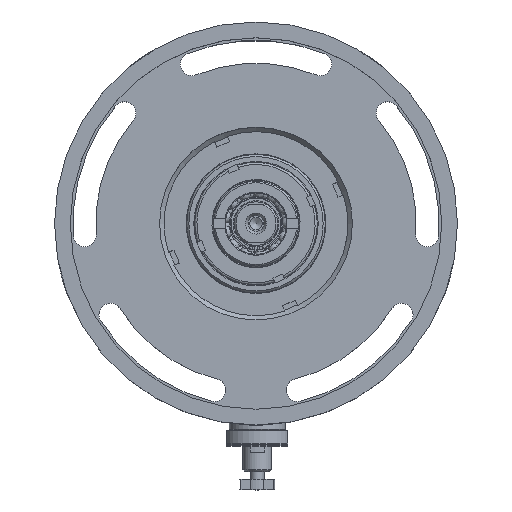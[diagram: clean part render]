
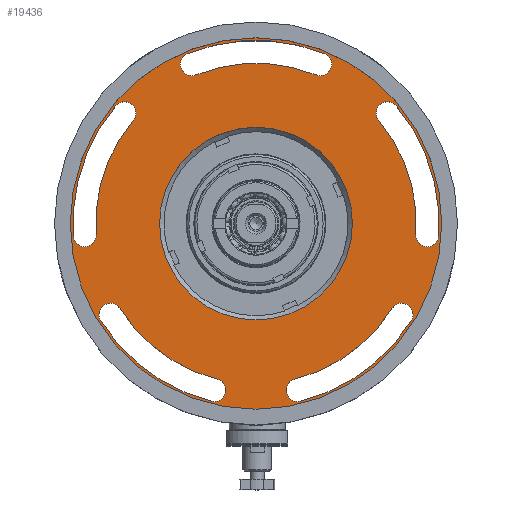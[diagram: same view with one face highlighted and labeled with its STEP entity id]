
A CAD part, top view. The second image highlights one B-rep face of the part: STEP entity #19436.
In plain terms, the highlighted planar face has unit normal (0, 0, 1).
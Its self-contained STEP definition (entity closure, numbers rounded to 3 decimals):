
#3084=PLANE('',#24242);
#4665=EDGE_LOOP('',(#8400,#8401,#8402,#8403));
#4666=EDGE_LOOP('',(#8404,#8405,#8406,#8407));
#4667=EDGE_LOOP('',(#8408,#8409,#8410,#8411));
#4668=EDGE_LOOP('',(#8412,#8413,#8414,#8415));
#4669=EDGE_LOOP('',(#8416,#8417,#8418,#8419));
#4670=EDGE_LOOP('',(#8420));
#4671=EDGE_LOOP('',(#8421));
#8400=ORIENTED_EDGE('',*,*,#11194,.T.);
#8401=ORIENTED_EDGE('',*,*,#11195,.T.);
#8402=ORIENTED_EDGE('',*,*,#11196,.T.);
#8403=ORIENTED_EDGE('',*,*,#11197,.T.);
#8404=ORIENTED_EDGE('',*,*,#11198,.T.);
#8405=ORIENTED_EDGE('',*,*,#11199,.T.);
#8406=ORIENTED_EDGE('',*,*,#11200,.T.);
#8407=ORIENTED_EDGE('',*,*,#11201,.T.);
#8408=ORIENTED_EDGE('',*,*,#11202,.T.);
#8409=ORIENTED_EDGE('',*,*,#11203,.T.);
#8410=ORIENTED_EDGE('',*,*,#11204,.T.);
#8411=ORIENTED_EDGE('',*,*,#11205,.T.);
#8412=ORIENTED_EDGE('',*,*,#11206,.T.);
#8413=ORIENTED_EDGE('',*,*,#11207,.T.);
#8414=ORIENTED_EDGE('',*,*,#11208,.T.);
#8415=ORIENTED_EDGE('',*,*,#11209,.T.);
#8416=ORIENTED_EDGE('',*,*,#11210,.T.);
#8417=ORIENTED_EDGE('',*,*,#11211,.T.);
#8418=ORIENTED_EDGE('',*,*,#11212,.T.);
#8419=ORIENTED_EDGE('',*,*,#11213,.T.);
#8420=ORIENTED_EDGE('',*,*,#11214,.T.);
#8421=ORIENTED_EDGE('',*,*,#11215,.F.);
#11194=EDGE_CURVE('',#22276,#22277,#12482,.T.);
#11195=EDGE_CURVE('',#22277,#22278,#12483,.T.);
#11196=EDGE_CURVE('',#22278,#22279,#12484,.T.);
#11197=EDGE_CURVE('',#22279,#22276,#12485,.T.);
#11198=EDGE_CURVE('',#22280,#22281,#12486,.T.);
#11199=EDGE_CURVE('',#22281,#22282,#12487,.T.);
#11200=EDGE_CURVE('',#22282,#22283,#12488,.T.);
#11201=EDGE_CURVE('',#22283,#22280,#12489,.T.);
#11202=EDGE_CURVE('',#22284,#22285,#12490,.T.);
#11203=EDGE_CURVE('',#22285,#22286,#12491,.T.);
#11204=EDGE_CURVE('',#22286,#22287,#12492,.T.);
#11205=EDGE_CURVE('',#22287,#22284,#12493,.T.);
#11206=EDGE_CURVE('',#22288,#22289,#12494,.T.);
#11207=EDGE_CURVE('',#22289,#22290,#12495,.T.);
#11208=EDGE_CURVE('',#22290,#22291,#12496,.T.);
#11209=EDGE_CURVE('',#22291,#22288,#12497,.T.);
#11210=EDGE_CURVE('',#22292,#22293,#12498,.T.);
#11211=EDGE_CURVE('',#22293,#22294,#12499,.T.);
#11212=EDGE_CURVE('',#22294,#22295,#12500,.T.);
#11213=EDGE_CURVE('',#22295,#22292,#12501,.T.);
#11214=EDGE_CURVE('',#22296,#22296,#12502,.T.);
#11215=EDGE_CURVE('',#22297,#22297,#12503,.T.);
#12482=CIRCLE('',#24220,6.5);
#12483=CIRCLE('',#24221,104.5);
#12484=CIRCLE('',#24222,6.5);
#12485=CIRCLE('',#24223,91.5);
#12486=CIRCLE('',#24224,6.5);
#12487=CIRCLE('',#24225,104.5);
#12488=CIRCLE('',#24226,6.5);
#12489=CIRCLE('',#24227,91.5);
#12490=CIRCLE('',#24228,6.5);
#12491=CIRCLE('',#24229,104.5);
#12492=CIRCLE('',#24230,6.5);
#12493=CIRCLE('',#24231,91.5);
#12494=CIRCLE('',#24232,6.5);
#12495=CIRCLE('',#24233,104.5);
#12496=CIRCLE('',#24234,6.5);
#12497=CIRCLE('',#24235,91.5);
#12498=CIRCLE('',#24236,6.5);
#12499=CIRCLE('',#24237,104.5);
#12500=CIRCLE('',#24238,6.5);
#12501=CIRCLE('',#24239,91.5);
#12502=CIRCLE('',#24240,55.);
#12503=CIRCLE('',#24241,106.);
#19436=ADVANCED_FACE('',(#20479,#20480,#20481,#20482,#20483,#20484,#20485),
#3084,.F.);
#20479=FACE_BOUND('',#4665,.T.);
#20480=FACE_BOUND('',#4666,.T.);
#20481=FACE_BOUND('',#4667,.T.);
#20482=FACE_BOUND('',#4668,.T.);
#20483=FACE_BOUND('',#4669,.T.);
#20484=FACE_BOUND('',#4670,.T.);
#20485=FACE_BOUND('',#4671,.T.);
#22276=VERTEX_POINT('',#35636);
#22277=VERTEX_POINT('',#35637);
#22278=VERTEX_POINT('',#35639);
#22279=VERTEX_POINT('',#35641);
#22280=VERTEX_POINT('',#35644);
#22281=VERTEX_POINT('',#35645);
#22282=VERTEX_POINT('',#35647);
#22283=VERTEX_POINT('',#35649);
#22284=VERTEX_POINT('',#35652);
#22285=VERTEX_POINT('',#35653);
#22286=VERTEX_POINT('',#35655);
#22287=VERTEX_POINT('',#35657);
#22288=VERTEX_POINT('',#35660);
#22289=VERTEX_POINT('',#35661);
#22290=VERTEX_POINT('',#35663);
#22291=VERTEX_POINT('',#35665);
#22292=VERTEX_POINT('',#35668);
#22293=VERTEX_POINT('',#35669);
#22294=VERTEX_POINT('',#35671);
#22295=VERTEX_POINT('',#35673);
#22296=VERTEX_POINT('',#35676);
#22297=VERTEX_POINT('',#35678);
#24220=AXIS2_PLACEMENT_3D('',#35635,#28528,#28529);
#24221=AXIS2_PLACEMENT_3D('',#35638,#28530,#28531);
#24222=AXIS2_PLACEMENT_3D('',#35640,#28532,#28533);
#24223=AXIS2_PLACEMENT_3D('',#35642,#28534,#28535);
#24224=AXIS2_PLACEMENT_3D('',#35643,#28536,#28537);
#24225=AXIS2_PLACEMENT_3D('',#35646,#28538,#28539);
#24226=AXIS2_PLACEMENT_3D('',#35648,#28540,#28541);
#24227=AXIS2_PLACEMENT_3D('',#35650,#28542,#28543);
#24228=AXIS2_PLACEMENT_3D('',#35651,#28544,#28545);
#24229=AXIS2_PLACEMENT_3D('',#35654,#28546,#28547);
#24230=AXIS2_PLACEMENT_3D('',#35656,#28548,#28549);
#24231=AXIS2_PLACEMENT_3D('',#35658,#28550,#28551);
#24232=AXIS2_PLACEMENT_3D('',#35659,#28552,#28553);
#24233=AXIS2_PLACEMENT_3D('',#35662,#28554,#28555);
#24234=AXIS2_PLACEMENT_3D('',#35664,#28556,#28557);
#24235=AXIS2_PLACEMENT_3D('',#35666,#28558,#28559);
#24236=AXIS2_PLACEMENT_3D('',#35667,#28560,#28561);
#24237=AXIS2_PLACEMENT_3D('',#35670,#28562,#28563);
#24238=AXIS2_PLACEMENT_3D('',#35672,#28564,#28565);
#24239=AXIS2_PLACEMENT_3D('',#35674,#28566,#28567);
#24240=AXIS2_PLACEMENT_3D('',#35675,#28568,#28569);
#24241=AXIS2_PLACEMENT_3D('',#35677,#28570,#28571);
#24242=AXIS2_PLACEMENT_3D('',#35679,#28572,#28573);
#28528=DIRECTION('',(0.,0.,-1.));
#28529=DIRECTION('',(-1.,0.,0.));
#28530=DIRECTION('',(0.,0.,-1.));
#28531=DIRECTION('',(-1.,0.,0.));
#28532=DIRECTION('',(0.,0.,-1.));
#28533=DIRECTION('',(-1.,0.,0.));
#28534=DIRECTION('',(0.,0.,1.));
#28535=DIRECTION('',(-1.,0.,0.));
#28536=DIRECTION('',(0.,0.,-1.));
#28537=DIRECTION('',(-1.,0.,0.));
#28538=DIRECTION('',(0.,0.,-1.));
#28539=DIRECTION('',(-1.,0.,0.));
#28540=DIRECTION('',(0.,0.,-1.));
#28541=DIRECTION('',(-1.,0.,0.));
#28542=DIRECTION('',(0.,0.,1.));
#28543=DIRECTION('',(-1.,0.,0.));
#28544=DIRECTION('',(0.,0.,-1.));
#28545=DIRECTION('',(-1.,0.,0.));
#28546=DIRECTION('',(0.,0.,-1.));
#28547=DIRECTION('',(-1.,0.,0.));
#28548=DIRECTION('',(0.,0.,-1.));
#28549=DIRECTION('',(-1.,0.,0.));
#28550=DIRECTION('',(0.,0.,1.));
#28551=DIRECTION('',(-1.,0.,0.));
#28552=DIRECTION('',(0.,0.,-1.));
#28553=DIRECTION('',(-1.,0.,0.));
#28554=DIRECTION('',(0.,0.,-1.));
#28555=DIRECTION('',(-1.,0.,0.));
#28556=DIRECTION('',(0.,0.,-1.));
#28557=DIRECTION('',(-1.,0.,0.));
#28558=DIRECTION('',(0.,0.,1.));
#28559=DIRECTION('',(-1.,0.,0.));
#28560=DIRECTION('',(0.,0.,-1.));
#28561=DIRECTION('',(-1.,0.,0.));
#28562=DIRECTION('',(0.,0.,-1.));
#28563=DIRECTION('',(-1.,0.,0.));
#28564=DIRECTION('',(0.,0.,-1.));
#28565=DIRECTION('',(-1.,0.,0.));
#28566=DIRECTION('',(0.,0.,1.));
#28567=DIRECTION('',(-1.,0.,0.));
#28568=DIRECTION('',(0.,0.,-1.));
#28569=DIRECTION('',(-1.,0.,0.));
#28570=DIRECTION('',(0.,0.,-1.));
#28571=DIRECTION('',(-1.,0.,0.));
#28572=DIRECTION('',(0.,0.,-1.));
#28573=DIRECTION('',(-1.,0.,0.));
#35635=CARTESIAN_POINT('',(64.37,-51.426,381.));
#35636=CARTESIAN_POINT('',(59.39,-55.604,381.));
#35637=CARTESIAN_POINT('',(69.349,-47.248,381.));
#35638=CARTESIAN_POINT('',(-10.703,-114.419,381.));
#35639=CARTESIAN_POINT('',(93.543,-121.709,381.));
#35640=CARTESIAN_POINT('',(87.059,-121.255,381.));
#35641=CARTESIAN_POINT('',(80.574,-120.802,381.));
#35642=CARTESIAN_POINT('',(-10.703,-114.419,381.));
#35643=CARTESIAN_POINT('',(72.406,-166.351,381.));
#35644=CARTESIAN_POINT('',(66.894,-162.907,381.));
#35645=CARTESIAN_POINT('',(77.918,-169.796,381.));
#35646=CARTESIAN_POINT('',(-10.703,-114.419,381.));
#35647=CARTESIAN_POINT('',(14.578,-215.815,381.));
#35648=CARTESIAN_POINT('',(13.006,-209.508,381.));
#35649=CARTESIAN_POINT('',(11.433,-203.201,381.));
#35650=CARTESIAN_POINT('',(-10.703,-114.419,381.));
#35651=CARTESIAN_POINT('',(-34.411,-209.508,381.));
#35652=CARTESIAN_POINT('',(-32.838,-203.201,381.));
#35653=CARTESIAN_POINT('',(-35.983,-215.815,381.));
#35654=CARTESIAN_POINT('',(-10.703,-114.419,381.));
#35655=CARTESIAN_POINT('',(-99.324,-169.796,381.));
#35656=CARTESIAN_POINT('',(-93.811,-166.351,381.));
#35657=CARTESIAN_POINT('',(-88.299,-162.907,381.));
#35658=CARTESIAN_POINT('',(-10.703,-114.419,381.));
#35659=CARTESIAN_POINT('',(-108.464,-121.255,381.));
#35660=CARTESIAN_POINT('',(-101.98,-120.802,381.));
#35661=CARTESIAN_POINT('',(-114.948,-121.709,381.));
#35662=CARTESIAN_POINT('',(-10.703,-114.419,381.));
#35663=CARTESIAN_POINT('',(-90.754,-47.248,381.));
#35664=CARTESIAN_POINT('',(-85.775,-51.426,381.));
#35665=CARTESIAN_POINT('',(-80.796,-55.604,381.));
#35666=CARTESIAN_POINT('',(-10.703,-114.419,381.));
#35667=CARTESIAN_POINT('',(-47.414,-23.555,381.));
#35668=CARTESIAN_POINT('',(-44.979,-29.582,381.));
#35669=CARTESIAN_POINT('',(-49.849,-17.529,381.));
#35670=CARTESIAN_POINT('',(-10.703,-114.419,381.));
#35671=CARTESIAN_POINT('',(28.444,-17.529,381.));
#35672=CARTESIAN_POINT('',(26.009,-23.555,381.));
#35673=CARTESIAN_POINT('',(23.574,-29.582,381.));
#35674=CARTESIAN_POINT('',(-10.703,-114.419,381.));
#35675=CARTESIAN_POINT('',(-10.703,-114.419,381.));
#35676=CARTESIAN_POINT('',(-65.703,-114.419,381.));
#35677=CARTESIAN_POINT('',(-10.703,-114.419,381.));
#35678=CARTESIAN_POINT('',(-116.703,-114.419,381.));
#35679=CARTESIAN_POINT('',(-10.703,-114.419,381.));
